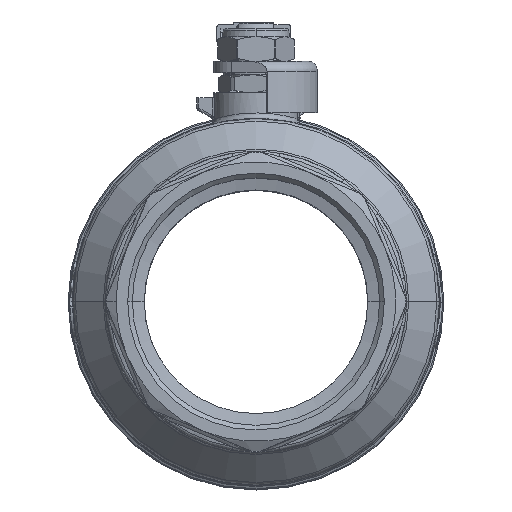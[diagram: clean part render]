
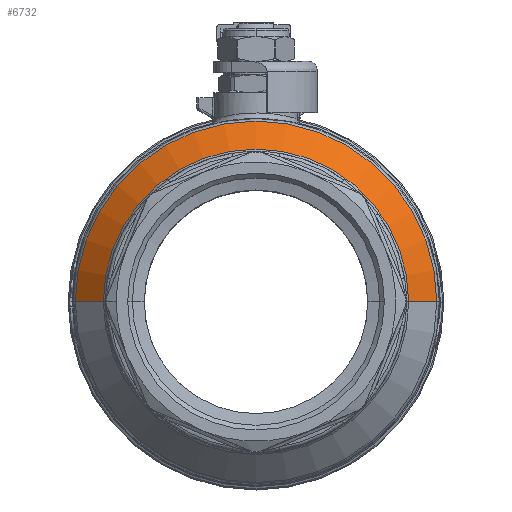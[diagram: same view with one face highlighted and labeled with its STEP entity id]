
A CAD part, top view. The second image highlights one B-rep face of the part: STEP entity #6732.
In plain terms, the highlighted conical face has half-angle 45 degrees and reference radius 82 mm.
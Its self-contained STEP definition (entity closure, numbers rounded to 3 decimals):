
#6732 = ADVANCED_FACE ( 'NONE', ( #14599 ), #19374, .T. ) ;
#6787 = EDGE_CURVE ( 'NONE', #8518, #8553, #14644, .T. ) ;
#6788 = EDGE_CURVE ( 'NONE', #8468, #8518, #19444, .T. ) ;
#6789 = EDGE_CURVE ( 'NONE', #8553, #8559, #19440, .T. ) ;
#6790 = EDGE_CURVE ( 'NONE', #8468, #8559, #14645, .T. ) ;
#8468 = VERTEX_POINT ( 'NONE', #24415 ) ;
#8518 = VERTEX_POINT ( 'NONE', #24465 ) ;
#8553 = VERTEX_POINT ( 'NONE', #24500 ) ;
#8559 = VERTEX_POINT ( 'NONE', #24506 ) ;
#9269 = EDGE_LOOP ( 'NONE', ( #9708, #9710, #9709, #9711 ) ) ;
#9708 = ORIENTED_EDGE ( 'NONE', *, *, #6788, .T. ) ;
#9709 = ORIENTED_EDGE ( 'NONE', *, *, #6789, .T. ) ;
#9710 = ORIENTED_EDGE ( 'NONE', *, *, #6787, .T. ) ;
#9711 = ORIENTED_EDGE ( 'NONE', *, *, #6790, .F. ) ;
#14599 = FACE_OUTER_BOUND ( 'NONE', #9269, .T. ) ;
#14644 = LINE ( 'NONE', #22889, #19445 ) ;
#14645 = LINE ( 'NONE', #22897, #19449 ) ;
#19373 = AXIS2_PLACEMENT_3D ( 'NONE', #22418, #22419, #22420 ) ;
#19374 = CONICAL_SURFACE ( 'NONE', #19373, 82., 0.785 ) ;
#19440 = CIRCLE ( 'NONE', #19448, 80.828 ) ;
#19444 = CIRCLE ( 'NONE', #19446, 68.275 ) ;
#19445 = VECTOR ( 'NONE', #22890, 1000. ) ;
#19446 = AXIS2_PLACEMENT_3D ( 'NONE', #22891, #22892, #22893 ) ;
#19448 = AXIS2_PLACEMENT_3D ( 'NONE', #22894, #22895, #22896 ) ;
#19449 = VECTOR ( 'NONE', #22898, 1000. ) ;
#22418 = CARTESIAN_POINT ( 'NONE',  ( 0., 0., 36.3 ) ) ;
#22419 = DIRECTION ( 'NONE',  ( 0., 0., -1. ) ) ;
#22420 = DIRECTION ( 'NONE',  ( -1., 0., 0. ) ) ;
#22889 = CARTESIAN_POINT ( 'NONE',  ( 82., 0., 36.3 ) ) ;
#22890 = DIRECTION ( 'NONE',  ( 0.707, 0., -0.707 ) ) ;
#22891 = CARTESIAN_POINT ( 'NONE',  ( 0., 0., 50.025 ) ) ;
#22892 = DIRECTION ( 'NONE',  ( 0., 0., -1. ) ) ;
#22893 = DIRECTION ( 'NONE',  ( -1., 0., 0. ) ) ;
#22894 = CARTESIAN_POINT ( 'NONE',  ( 0., 0., 37.472 ) ) ;
#22895 = DIRECTION ( 'NONE',  ( 0., 0., 1. ) ) ;
#22896 = DIRECTION ( 'NONE',  ( 1., 0., 0. ) ) ;
#22897 = CARTESIAN_POINT ( 'NONE',  ( -82., 0., 36.3 ) ) ;
#22898 = DIRECTION ( 'NONE',  ( -0.707, 0., -0.707 ) ) ;
#24415 = CARTESIAN_POINT ( 'NONE',  ( -68.275, 0., 50.025 ) ) ;
#24465 = CARTESIAN_POINT ( 'NONE',  ( 68.275, 0., 50.025 ) ) ;
#24500 = CARTESIAN_POINT ( 'NONE',  ( 80.828, 0., 37.472 ) ) ;
#24506 = CARTESIAN_POINT ( 'NONE',  ( -80.828, 0., 37.472 ) ) ;
